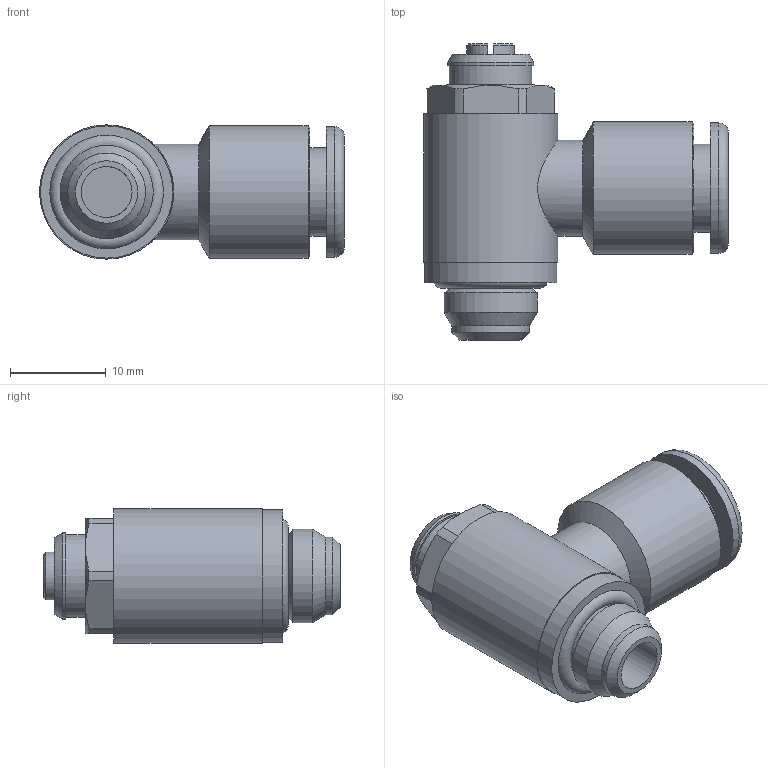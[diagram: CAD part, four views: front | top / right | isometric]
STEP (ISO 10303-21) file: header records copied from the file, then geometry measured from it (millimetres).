
FILE_DESCRIPTION(/* description */ ('Alibre Inc.'),/* implementation_level */ '2;1');
FILE_NAME(/* name */ 'export-7874FC8E-3283-4700-8353-96411DCFD715',/* time_stamp */ '2021-05-15T15:07:22+02:00',/* author */ (''),/* organization */ (''),/* preprocessor_version */ 'ST-DEVELOPER v17',/* originating_system */ 'Alibre',/* authorisation */ '');
FILE_SCHEMA (('AUTOMOTIVE_DESIGN'));
Length unit declared in the file: millimetre
Products named in the file (1): _9001005C
Bounding box: 31.8 x 30.9 x 14 mm (x, y, z)
Volume: 4278.6 mm3; surface area: 3399.6 mm2
Topology: 1 solids, 1 shells, 55 faces, 124 edges, 81 vertices
Faces by surface type: plane 23, cylinder 21, cone 9, torus 2
Full cylindrical faces by diameter (mm): 5.3 x1, 8 x1, 8.111 x1, 8.4 x1, 8.6 x1, 9 x1, 9.2 x1, 9.728 x1, 10 x1, 13.6 x1, 13.8 x2, 14 x1
Entity records: 1753 total; most frequent: CARTESIAN_POINT 423, DIRECTION 256, ORIENTED_EDGE 248, EDGE_CURVE 124, AXIS2_PLACEMENT_3D 116, VERTEX_POINT 81, EDGE_LOOP 67, FACE_BOUND 67
